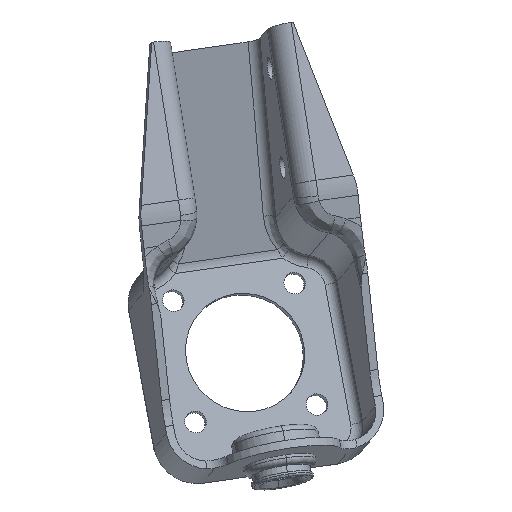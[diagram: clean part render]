
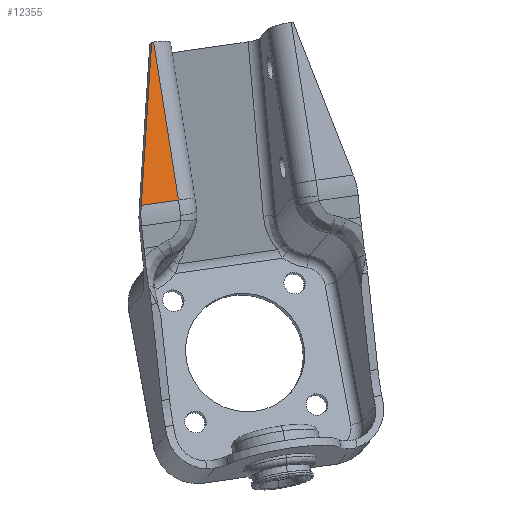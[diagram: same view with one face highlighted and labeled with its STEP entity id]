
A CAD part, top view. The second image highlights one B-rep face of the part: STEP entity #12355.
In plain terms, the highlighted planar face has unit normal (0.198, 0.088, 0.976).
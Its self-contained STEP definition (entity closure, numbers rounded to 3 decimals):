
#2218 = PLANE('',#2219);
#2219 = AXIS2_PLACEMENT_3D('',#2220,#2221,#2222);
#2220 = CARTESIAN_POINT('',(-1.087,110.019,
    -65.684));
#2221 = DIRECTION('',(-0.178,0.968,-0.177));
#2222 = DIRECTION('',(-0.968,-0.139,0.209));
#2663 = VERTEX_POINT('',#2664);
#2664 = CARTESIAN_POINT('',(-46.186,118.908,
    28.055));
#2686 = CYLINDRICAL_SURFACE('',#2687,10.);
#2687 = AXIS2_PLACEMENT_3D('',#2688,#2689,#2690);
#2688 = CARTESIAN_POINT('',(-48.292,118.827,
    18.246));
#2689 = DIRECTION('',(0.155,-0.986,0.058)
  );
#2690 = DIRECTION('',(0.968,0.139,-0.209));
#2720 = EDGE_CURVE('',#2663,#2721,#2723,.T.);
#2721 = VERTEX_POINT('',#2722);
#2722 = CARTESIAN_POINT('',(-47.154,118.768,
    28.264));
#2723 = SURFACE_CURVE('',#2724,(#2728,#2735),.PCURVE_S1.);
#2724 = LINE('',#2725,#2726);
#2725 = CARTESIAN_POINT('',(-46.186,118.908,
    28.055));
#2726 = VECTOR('',#2727,1.);
#2727 = DIRECTION('',(-0.968,-0.139,0.209));
#2728 = PCURVE('',#2218,#2729);
#2729 = DEFINITIONAL_REPRESENTATION('',(#2730),#2734);
#2730 = LINE('',#2731,#2732);
#2731 = CARTESIAN_POINT('',(62.,84.));
#2732 = VECTOR('',#2733,1.);
#2733 = DIRECTION('',(1.,0.));
#2734 = ( GEOMETRIC_REPRESENTATION_CONTEXT(2) 
PARAMETRIC_REPRESENTATION_CONTEXT() REPRESENTATION_CONTEXT('2D SPACE',''
  ) );
#2735 = PCURVE('',#2736,#2741);
#2736 = PLANE('',#2737);
#2737 = AXIS2_PLACEMENT_3D('',#2738,#2739,#2740);
#2738 = CARTESIAN_POINT('',(-52.452,35.695,
    36.868));
#2739 = DIRECTION('',(-0.198,-0.088,-0.976
    ));
#2740 = DIRECTION('',(-0.155,0.986,-0.058)
  );
#2741 = DEFINITIONAL_REPRESENTATION('',(#2742),#2746);
#2742 = LINE('',#2743,#2744);
#2743 = CARTESIAN_POINT('',(81.615,19.5));
#2744 = VECTOR('',#2745,1.);
#2745 = DIRECTION('',(0.,-1.));
#2746 = ( GEOMETRIC_REPRESENTATION_CONTEXT(2) 
PARAMETRIC_REPRESENTATION_CONTEXT() REPRESENTATION_CONTEXT('2D SPACE',''
  ) );
#2764 = PLANE('',#2765);
#2765 = AXIS2_PLACEMENT_3D('',#2766,#2767,#2768);
#2766 = CARTESIAN_POINT('',(-65.59,20.254,
    -34.301));
#2767 = DIRECTION('',(0.983,-0.08,-0.164
    ));
#2768 = DIRECTION('',(0.042,0.975,-0.219)
  );
#8802 = CYLINDRICAL_SURFACE('',#8803,40.);
#8803 = AXIS2_PLACEMENT_3D('',#8804,#8805,#8806);
#8804 = CARTESIAN_POINT('',(42.93,52.055,
    -24.932));
#8805 = DIRECTION('',(-0.968,-0.139,0.209));
#8806 = DIRECTION('',(0.23,-0.156,0.961));
#11324 = EDGE_CURVE('',#2721,#11325,#11327,.T.);
#11325 = VERTEX_POINT('',#11326);
#11326 = CARTESIAN_POINT('',(-52.128,40.771,
    36.342));
#11327 = SURFACE_CURVE('',#11328,(#11332,#11339),.PCURVE_S1.);
#11328 = LINE('',#11329,#11330);
#11329 = CARTESIAN_POINT('',(-47.154,118.768,
    28.264));
#11330 = VECTOR('',#11331,1.);
#11331 = DIRECTION('',(-0.063,-0.993,
    0.103));
#11332 = PCURVE('',#2764,#11333);
#11333 = DEFINITIONAL_REPRESENTATION('',(#11334),#11338);
#11334 = LINE('',#11335,#11336);
#11335 = CARTESIAN_POINT('',(83.086,84.));
#11336 = VECTOR('',#11337,1.);
#11337 = DIRECTION('',(-0.993,-0.119));
#11338 = ( GEOMETRIC_REPRESENTATION_CONTEXT(2) 
PARAMETRIC_REPRESENTATION_CONTEXT() REPRESENTATION_CONTEXT('2D SPACE',''
  ) );
#11339 = PCURVE('',#2736,#11340);
#11340 = DEFINITIONAL_REPRESENTATION('',(#11341),#11345);
#11341 = LINE('',#11342,#11343);
#11342 = CARTESIAN_POINT('',(81.615,18.5));
#11343 = VECTOR('',#11344,1.);
#11344 = DIRECTION('',(-0.975,-0.221));
#11345 = ( GEOMETRIC_REPRESENTATION_CONTEXT(2) 
PARAMETRIC_REPRESENTATION_CONTEXT() REPRESENTATION_CONTEXT('2D SPACE',''
  ) );
#12241 = VERTEX_POINT('',#12242);
#12242 = CARTESIAN_POINT('',(-34.347,43.33,
    32.504));
#12313 = EDGE_CURVE('',#11325,#12241,#12314,.T.);
#12314 = SURFACE_CURVE('',#12315,(#12319,#12348),.PCURVE_S1.);
#12315 = LINE('',#12316,#12317);
#12316 = CARTESIAN_POINT('',(-52.128,40.771,
    36.342));
#12317 = VECTOR('',#12318,1.);
#12318 = DIRECTION('',(0.968,0.139,-0.209));
#12319 = PCURVE('',#8802,#12320);
#12320 = DEFINITIONAL_REPRESENTATION('',(#12321),#12347);
#12321 = B_SPLINE_CURVE_WITH_KNOTS('',3,(#12322,#12323,#12324,#12325,
    #12326,#12327,#12328,#12329,#12330,#12331,#12332,#12333,#12334,
    #12335,#12336,#12337,#12338,#12339,#12340,#12341,#12342,#12343,
    #12344,#12345,#12346),.UNSPECIFIED.,.F.,.F.,(4,1,1,1,1,1,1,1,1,1,1,1
    ,1,1,1,1,1,1,1,1,1,1,4),(0.,0.835,1.67,
    2.505,3.34,4.175,5.01,
    5.845,6.68,7.515,8.35,
    9.185,10.02,10.855,11.69,
    12.525,13.36,14.195,15.03,
    15.865,16.7,17.535,18.37),
  .QUASI_UNIFORM_KNOTS.);
#12322 = CARTESIAN_POINT('',(0.248,106.386));
#12323 = CARTESIAN_POINT('',(0.248,106.108));
#12324 = CARTESIAN_POINT('',(0.248,105.551));
#12325 = CARTESIAN_POINT('',(0.248,104.716));
#12326 = CARTESIAN_POINT('',(0.248,103.881));
#12327 = CARTESIAN_POINT('',(0.248,103.046));
#12328 = CARTESIAN_POINT('',(0.248,102.211));
#12329 = CARTESIAN_POINT('',(0.248,101.376));
#12330 = CARTESIAN_POINT('',(0.248,100.541));
#12331 = CARTESIAN_POINT('',(0.248,99.706));
#12332 = CARTESIAN_POINT('',(0.248,98.871));
#12333 = CARTESIAN_POINT('',(0.248,98.036));
#12334 = CARTESIAN_POINT('',(0.248,97.201));
#12335 = CARTESIAN_POINT('',(0.248,96.366));
#12336 = CARTESIAN_POINT('',(0.248,95.531));
#12337 = CARTESIAN_POINT('',(0.248,94.696));
#12338 = CARTESIAN_POINT('',(0.248,93.861));
#12339 = CARTESIAN_POINT('',(0.248,93.026));
#12340 = CARTESIAN_POINT('',(0.248,92.191));
#12341 = CARTESIAN_POINT('',(0.248,91.356));
#12342 = CARTESIAN_POINT('',(0.248,90.521));
#12343 = CARTESIAN_POINT('',(0.248,89.686));
#12344 = CARTESIAN_POINT('',(0.248,88.851));
#12345 = CARTESIAN_POINT('',(0.248,88.295));
#12346 = CARTESIAN_POINT('',(0.248,88.016));
#12347 = ( GEOMETRIC_REPRESENTATION_CONTEXT(2) 
PARAMETRIC_REPRESENTATION_CONTEXT() REPRESENTATION_CONTEXT('2D SPACE',''
  ) );
#12348 = PCURVE('',#2736,#12349);
#12349 = DEFINITIONAL_REPRESENTATION('',(#12350),#12354);
#12350 = LINE('',#12351,#12352);
#12351 = CARTESIAN_POINT('',(4.987,1.13));
#12352 = VECTOR('',#12353,1.);
#12353 = DIRECTION('',(0.,1.));
#12354 = ( GEOMETRIC_REPRESENTATION_CONTEXT(2) 
PARAMETRIC_REPRESENTATION_CONTEXT() REPRESENTATION_CONTEXT('2D SPACE',''
  ) );
#12355 = ADVANCED_FACE('',(#12356),#2736,.F.);
#12356 = FACE_BOUND('',#12357,.F.);
#12357 = EDGE_LOOP('',(#12358,#12359,#12360,#12361));
#12358 = ORIENTED_EDGE('',*,*,#12313,.F.);
#12359 = ORIENTED_EDGE('',*,*,#11324,.F.);
#12360 = ORIENTED_EDGE('',*,*,#2720,.F.);
#12361 = ORIENTED_EDGE('',*,*,#12362,.F.);
#12362 = EDGE_CURVE('',#12241,#2663,#12363,.T.);
#12363 = SURFACE_CURVE('',#12364,(#12368,#12375),.PCURVE_S1.);
#12364 = LINE('',#12365,#12366);
#12365 = CARTESIAN_POINT('',(-34.347,43.33,
    32.504));
#12366 = VECTOR('',#12367,1.);
#12367 = DIRECTION('',(-0.155,0.986,-0.058
    ));
#12368 = PCURVE('',#2736,#12369);
#12369 = DEFINITIONAL_REPRESENTATION('',(#12370),#12374);
#12370 = LINE('',#12371,#12372);
#12371 = CARTESIAN_POINT('',(4.987,19.5));
#12372 = VECTOR('',#12373,1.);
#12373 = DIRECTION('',(1.,0.));
#12374 = ( GEOMETRIC_REPRESENTATION_CONTEXT(2) 
PARAMETRIC_REPRESENTATION_CONTEXT() REPRESENTATION_CONTEXT('2D SPACE',''
  ) );
#12375 = PCURVE('',#2686,#12376);
#12376 = DEFINITIONAL_REPRESENTATION('',(#12377),#12403);
#12377 = B_SPLINE_CURVE_WITH_KNOTS('',3,(#12378,#12379,#12380,#12381,
    #12382,#12383,#12384,#12385,#12386,#12387,#12388,#12389,#12390,
    #12391,#12392,#12393,#12394,#12395,#12396,#12397,#12398,#12399,
    #12400,#12401,#12402),.UNSPECIFIED.,.F.,.F.,(4,1,1,1,1,1,1,1,1,1,1,1
    ,1,1,1,1,1,1,1,1,1,1,4),(0.,3.483,6.966,
    10.449,13.932,17.416,20.899,
    24.382,27.865,31.348,34.831,
    38.314,41.797,45.28,48.763,
    52.247,55.73,59.213,62.696,
    66.179,69.662,73.145,76.628),
  .QUASI_UNIFORM_KNOTS.);
#12378 = CARTESIAN_POINT('',(1.571,77.444));
#12379 = CARTESIAN_POINT('',(1.571,76.283));
#12380 = CARTESIAN_POINT('',(1.571,73.961));
#12381 = CARTESIAN_POINT('',(1.571,70.478));
#12382 = CARTESIAN_POINT('',(1.571,66.995));
#12383 = CARTESIAN_POINT('',(1.571,63.512));
#12384 = CARTESIAN_POINT('',(1.571,60.028));
#12385 = CARTESIAN_POINT('',(1.571,56.545));
#12386 = CARTESIAN_POINT('',(1.571,53.062));
#12387 = CARTESIAN_POINT('',(1.571,49.579));
#12388 = CARTESIAN_POINT('',(1.571,46.096));
#12389 = CARTESIAN_POINT('',(1.571,42.613));
#12390 = CARTESIAN_POINT('',(1.571,39.13));
#12391 = CARTESIAN_POINT('',(1.571,35.647));
#12392 = CARTESIAN_POINT('',(1.571,32.164));
#12393 = CARTESIAN_POINT('',(1.571,28.681));
#12394 = CARTESIAN_POINT('',(1.571,25.197));
#12395 = CARTESIAN_POINT('',(1.571,21.714));
#12396 = CARTESIAN_POINT('',(1.571,18.231));
#12397 = CARTESIAN_POINT('',(1.571,14.748));
#12398 = CARTESIAN_POINT('',(1.571,11.265));
#12399 = CARTESIAN_POINT('',(1.571,7.782));
#12400 = CARTESIAN_POINT('',(1.571,4.299));
#12401 = CARTESIAN_POINT('',(1.571,1.977));
#12402 = CARTESIAN_POINT('',(1.571,0.816));
#12403 = ( GEOMETRIC_REPRESENTATION_CONTEXT(2) 
PARAMETRIC_REPRESENTATION_CONTEXT() REPRESENTATION_CONTEXT('2D SPACE',''
  ) );
